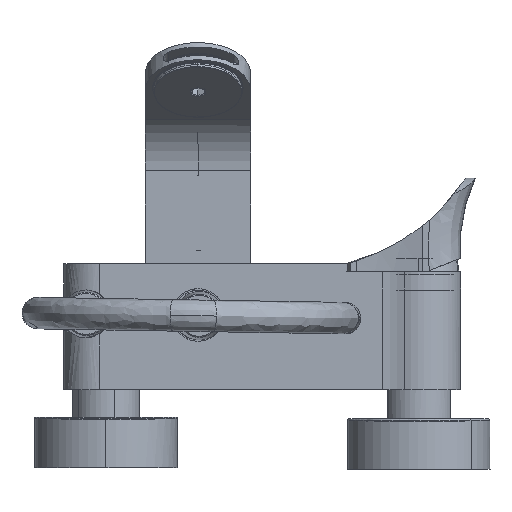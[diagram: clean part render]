
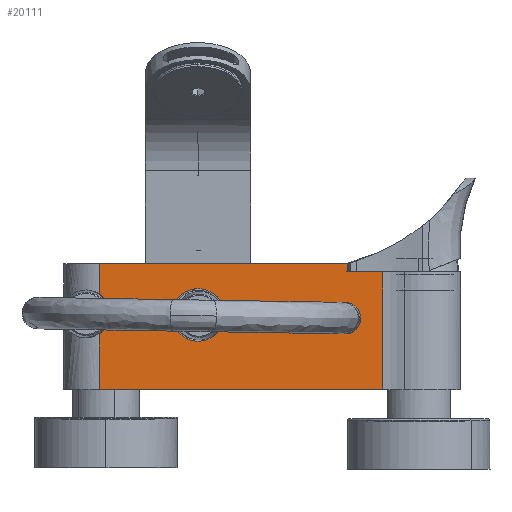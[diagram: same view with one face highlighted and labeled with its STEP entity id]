
A CAD part, front view. The second image highlights one B-rep face of the part: STEP entity #20111.
In plain terms, the highlighted free-form (B-spline) face has degree [1, 1] with [2, 2] control points.
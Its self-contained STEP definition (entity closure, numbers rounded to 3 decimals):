
#7 = CARTESIAN_POINT ( 'NONE',  ( -41.869, -17., 18. ) ) ;
#111 = CARTESIAN_POINT ( 'NONE',  ( -36.691, -17., 12.822 ) ) ;
#404 = CARTESIAN_POINT ( 'NONE',  ( -96.182, -17., 15.489 ) ) ;
#606 = CARTESIAN_POINT ( 'NONE',  ( -92.853, -17., 13.273 ) ) ;
#823 = CARTESIAN_POINT ( 'NONE',  ( -91.1, -17., 6. ) ) ;
#1055 = B_SPLINE_CURVE_WITH_KNOTS ( 'NONE', 1,
 ( #23149, #16207 ),
 .UNSPECIFIED., .F., .F.,
 ( 2, 2 ),
 ( 0.063, 1. ),
 .UNSPECIFIED. ) ;
#1060 = ORIENTED_EDGE ( 'NONE', *, *, #27814, .F. ) ;
#1249 = CARTESIAN_POINT ( 'NONE',  ( -96.182, -17., -30. ) ) ;
#1454 = B_SPLINE_CURVE_WITH_KNOTS ( 'NONE', 1,
 ( #1249, #28167 ),
 .UNSPECIFIED., .F., .F.,
 ( 2, 2 ),
 ( 0., 1. ),
 .UNSPECIFIED. ) ;
#1803 = CARTESIAN_POINT ( 'NONE',  ( 38.75, -17., -30. ) ) ;
#2662 = CARTESIAN_POINT ( 'NONE',  ( -96.182, -17., 30. ) ) ;
#2692 = CARTESIAN_POINT ( 'NONE',  ( -96.182, -17., -3.489 ) ) ;
#2723 = CARTESIAN_POINT ( 'NONE',  ( -96.182, -17., 15.489 ) ) ;
#2823 = EDGE_CURVE ( 'NONE', #24211, #25121, #1055, .T. ) ;
#2881 = EDGE_LOOP ( 'NONE', ( #18507, #5769 ) ) ;
#2927 = VERTEX_POINT ( 'NONE', #3397 ) ;
#3203 = CARTESIAN_POINT ( 'NONE',  ( 38.75, -17., -30. ) ) ;
#3397 = CARTESIAN_POINT ( 'NONE',  ( 22.11, -17., 26. ) ) ;
#4333 = B_SPLINE_CURVE_WITH_KNOTS ( 'NONE', 1,
 ( #4821, #3203 ),
 .UNSPECIFIED., .F., .F.,
 ( 2, 2 ),
 ( 0., 1. ),
 .UNSPECIFIED. ) ;
#4821 = CARTESIAN_POINT ( 'NONE',  ( 38.75, -17., 26. ) ) ;
#4853 = ORIENTED_EDGE ( 'NONE', *, *, #23778, .F. ) ;
#4894 = FACE_OUTER_BOUND ( 'NONE', #18256, .T. ) ;
#5577 = CARTESIAN_POINT ( 'NONE',  ( -96.182, -17., 30. ) ) ;
#5590 = ORIENTED_EDGE ( 'NONE', *, *, #2823, .F. ) ;
#5769 = ORIENTED_EDGE ( 'NONE', *, *, #6281, .F. ) ;
#6281 = EDGE_CURVE ( 'NONE', #28106, #7836, #18302, .T. ) ;
#6729 = B_SPLINE_CURVE_WITH_KNOTS ( 'NONE', 1,
 ( #5577, #27183 ),
 .UNSPECIFIED., .F., .F.,
 ( 2, 2 ),
 ( 0.13, 0.994 ),
 .UNSPECIFIED. ) ;
#7407 =( BOUNDED_CURVE ( )  B_SPLINE_CURVE ( 3, ( #22304, #10184, #22416, #27256 ),
 .UNSPECIFIED., .F., .F. ) 
 B_SPLINE_CURVE_WITH_KNOTS ( ( 4, 4 ),
 ( 0., 1. ),
 .UNSPECIFIED. ) 
 CURVE ( )  GEOMETRIC_REPRESENTATION_ITEM ( )  RATIONAL_B_SPLINE_CURVE ( ( 1., 0.333, 0.333, 1. ) ) 
 REPRESENTATION_ITEM ( '' )  );
#7480 = ORIENTED_EDGE ( 'NONE', *, *, #26808, .F. ) ;
#7836 = VERTEX_POINT ( 'NONE', #20301 ) ;
#8001 = B_SPLINE_CURVE_WITH_KNOTS ( 'NONE', 1,
 ( #404, #2662 ),
 .UNSPECIFIED., .F., .F.,
 ( 2, 2 ),
 ( 0., 0.896 ),
 .UNSPECIFIED. ) ;
#9423 = B_SPLINE_CURVE_WITH_KNOTS ( 'NONE', 1,
 ( #26442, #16585 ),
 .UNSPECIFIED., .F., .F.,
 ( 2, 2 ),
 ( 0.128, 0.664 ),
 .UNSPECIFIED. ) ;
#10184 = CARTESIAN_POINT ( 'NONE',  ( -74.191, -17., 18. ) ) ;
#10410 = CARTESIAN_POINT ( 'NONE',  ( -96.182, -17., -30. ) ) ;
#11838 = CARTESIAN_POINT ( 'NONE',  ( -49.191, -17., -7. ) ) ;
#12325 = CARTESIAN_POINT ( 'NONE',  ( -36.691, -17., -1.822 ) ) ;
#12702 = CARTESIAN_POINT ( 'NONE',  ( -92.853, -17., -1.273 ) ) ;
#14363 = ORIENTED_EDGE ( 'NONE', *, *, #23983, .F. ) ;
#14659 = CARTESIAN_POINT ( 'NONE',  ( -36.691, -17., 5.5 ) ) ;
#15127 = ORIENTED_EDGE ( 'NONE', *, *, #27471, .F. ) ;
#15434 = CARTESIAN_POINT ( 'NONE',  ( 22.11, -17., 26. ) ) ;
#15645 = EDGE_CURVE ( 'NONE', #7836, #28106, #7407, .T. ) ;
#15821 = ORIENTED_EDGE ( 'NONE', *, *, #17680, .F. ) ;
#15969 = CARTESIAN_POINT ( 'NONE',  ( -96.182, -17., 15.489 ) ) ;
#16207 = CARTESIAN_POINT ( 'NONE',  ( -96.182, -17., -3.489 ) ) ;
#16585 = CARTESIAN_POINT ( 'NONE',  ( 38.75, -17., 26. ) ) ;
#17109 = CARTESIAN_POINT ( 'NONE',  ( -49.191, -17., 18. ) ) ;
#17680 = EDGE_CURVE ( 'NONE', #28864, #2927, #21376, .T. ) ;
#18256 = EDGE_LOOP ( 'NONE', ( #4853, #15821, #14363, #7480, #1060, #5590, #18491, #15127 ) ) ;
#18302 =( BOUNDED_CURVE ( )  B_SPLINE_CURVE ( 3, ( #29290, #22324, #12325, #14659, #111, #7, #17109 ),
 .UNSPECIFIED., .F., .F. ) 
 B_SPLINE_CURVE_WITH_KNOTS ( ( 4, 3, 4 ),
 ( 0., 0.5, 1. ),
 .UNSPECIFIED. ) 
 CURVE ( )  GEOMETRIC_REPRESENTATION_ITEM ( )  RATIONAL_B_SPLINE_CURVE ( ( 1., 0.805, 0.805, 1., 0.805, 0.805, 1. ) ) 
 REPRESENTATION_ITEM ( '' )  );
#18491 = ORIENTED_EDGE ( 'NONE', *, *, #28604, .T. ) ;
#18507 = ORIENTED_EDGE ( 'NONE', *, *, #15645, .F. ) ;
#19216 = VERTEX_POINT ( 'NONE', #1803 ) ;
#19731 = CARTESIAN_POINT ( 'NONE',  ( 38.75, -17., 26. ) ) ;
#20090 = CARTESIAN_POINT ( 'NONE',  ( 38.75, -17., -30. ) ) ;
#20111 = ADVANCED_FACE ( 'NONE', ( #27470, #4894 ), #21705, .F. ) ;
#20145 = CARTESIAN_POINT ( 'NONE',  ( -96.182, -17., -3.489 ) ) ;
#20301 = CARTESIAN_POINT ( 'NONE',  ( -49.191, -17., 18. ) ) ;
#21376 = B_SPLINE_CURVE_WITH_KNOTS ( 'NONE', 1,
 ( #29874, #15434 ),
 .UNSPECIFIED., .F., .F.,
 ( 2, 2 ),
 ( 0., 1. ),
 .UNSPECIFIED. ) ;
#21585 = VERTEX_POINT ( 'NONE', #29824 ) ;
#21705 = B_SPLINE_SURFACE_WITH_KNOTS ( 'NONE', 1, 1, ( 
 ( #10410, #20090 ),
 ( #27788, #22748 ) ),
 .UNSPECIFIED., .F., .F., .F.,
 ( 2, 2 ),
 ( 2, 2 ),
 ( 0., 1. ),
 ( 0., 1. ),
 .UNSPECIFIED. ) ;
#22304 = CARTESIAN_POINT ( 'NONE',  ( -49.191, -17., 18. ) ) ;
#22324 = CARTESIAN_POINT ( 'NONE',  ( -41.869, -17., -7. ) ) ;
#22416 = CARTESIAN_POINT ( 'NONE',  ( -74.191, -17., -7. ) ) ;
#22748 = CARTESIAN_POINT ( 'NONE',  ( 38.75, -17., 30. ) ) ;
#23149 = CARTESIAN_POINT ( 'NONE',  ( -96.182, -17., -30. ) ) ;
#23778 = EDGE_CURVE ( 'NONE', #2927, #26847, #9423, .T. ) ;
#23816 = CARTESIAN_POINT ( 'NONE',  ( -96.182, -17., -30. ) ) ;
#23983 = EDGE_CURVE ( 'NONE', #21585, #28864, #6729, .T. ) ;
#24211 = VERTEX_POINT ( 'NONE', #23816 ) ;
#24985 = CARTESIAN_POINT ( 'NONE',  ( -91.1, -17., 2.21 ) ) ;
#25121 = VERTEX_POINT ( 'NONE', #2692 ) ;
#26442 = CARTESIAN_POINT ( 'NONE',  ( 22.11, -17., 26. ) ) ;
#26808 = EDGE_CURVE ( 'NONE', #27128, #21585, #8001, .T. ) ;
#26847 = VERTEX_POINT ( 'NONE', #19731 ) ;
#26893 = CARTESIAN_POINT ( 'NONE',  ( 22.11, -17., 30. ) ) ;
#27128 = VERTEX_POINT ( 'NONE', #2723 ) ;
#27183 = CARTESIAN_POINT ( 'NONE',  ( 22.11, -17., 30. ) ) ;
#27256 = CARTESIAN_POINT ( 'NONE',  ( -49.191, -17., -7. ) ) ;
#27433 = CARTESIAN_POINT ( 'NONE',  ( -91.1, -17., 9.79 ) ) ;
#27470 = FACE_BOUND ( 'NONE', #2881, .T. ) ;
#27471 = EDGE_CURVE ( 'NONE', #26847, #19216, #4333, .T. ) ;
#27788 = CARTESIAN_POINT ( 'NONE',  ( -96.182, -17., 30. ) ) ;
#27814 = EDGE_CURVE ( 'NONE', #25121, #27128, #31113, .T. ) ;
#28106 = VERTEX_POINT ( 'NONE', #11838 ) ;
#28167 = CARTESIAN_POINT ( 'NONE',  ( 38.75, -17., -30. ) ) ;
#28604 = EDGE_CURVE ( 'NONE', #24211, #19216, #1454, .T. ) ;
#28864 = VERTEX_POINT ( 'NONE', #26893 ) ;
#29290 = CARTESIAN_POINT ( 'NONE',  ( -49.191, -17., -7. ) ) ;
#29824 = CARTESIAN_POINT ( 'NONE',  ( -96.182, -17., 30. ) ) ;
#29874 = CARTESIAN_POINT ( 'NONE',  ( 22.11, -17., 30. ) ) ;
#31113 =( BOUNDED_CURVE ( )  B_SPLINE_CURVE ( 3, ( #20145, #12702, #24985, #823, #27433, #606, #15969 ),
 .UNSPECIFIED., .F., .F. ) 
 B_SPLINE_CURVE_WITH_KNOTS ( ( 4, 3, 4 ),
 ( 0., 0.31, 0.62 ),
 .UNSPECIFIED. ) 
 CURVE ( )  GEOMETRIC_REPRESENTATION_ITEM ( )  RATIONAL_B_SPLINE_CURVE ( ( 0.862, 0.833, 0.879, 1., 0.879, 0.833, 0.862 ) ) 
 REPRESENTATION_ITEM ( '' )  );
